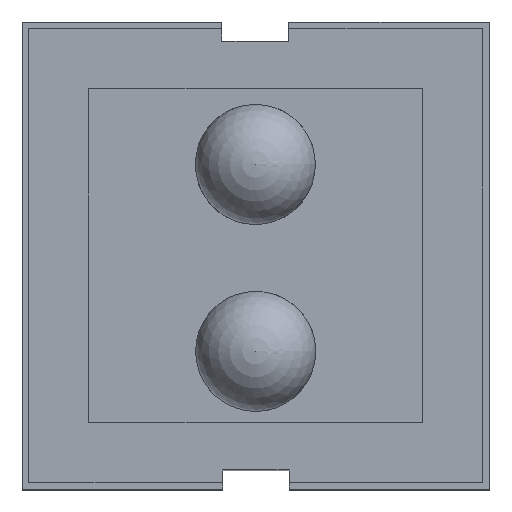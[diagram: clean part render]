
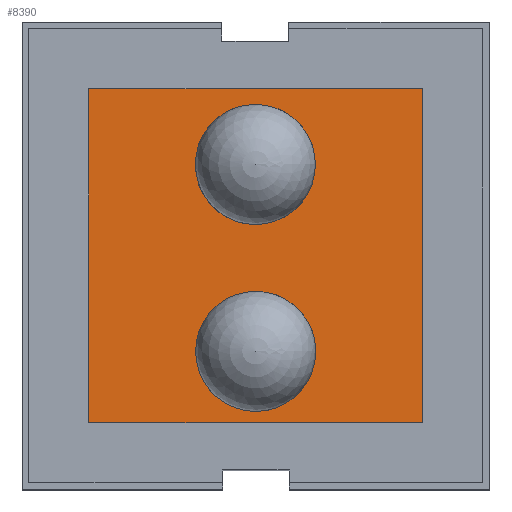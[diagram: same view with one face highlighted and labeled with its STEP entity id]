
A CAD part, top view. The second image highlights one B-rep face of the part: STEP entity #8390.
In plain terms, the highlighted planar face has unit normal (0, 0, 1).
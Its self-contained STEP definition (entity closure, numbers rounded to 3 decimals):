
#6665 = PLANE('',#6666);
#6666 = AXIS2_PLACEMENT_3D('',#6667,#6668,#6669);
#6667 = CARTESIAN_POINT('',(2.5,-2.5,5.2));
#6668 = DIRECTION('',(0.,-1.,0.));
#6669 = DIRECTION('',(-1.,0.,0.));
#6693 = PLANE('',#6694);
#6694 = AXIS2_PLACEMENT_3D('',#6695,#6696,#6697);
#6695 = CARTESIAN_POINT('',(-2.5,-2.5,5.2));
#6696 = DIRECTION('',(-1.,0.,0.));
#6697 = DIRECTION('',(0.,1.,0.));
#6721 = PLANE('',#6722);
#6722 = AXIS2_PLACEMENT_3D('',#6723,#6724,#6725);
#6723 = CARTESIAN_POINT('',(-2.5,2.5,5.2));
#6724 = DIRECTION('',(0.,1.,0.));
#6725 = DIRECTION('',(1.,0.,0.));
#6747 = PLANE('',#6748);
#6748 = AXIS2_PLACEMENT_3D('',#6749,#6750,#6751);
#6749 = CARTESIAN_POINT('',(2.5,2.5,5.2));
#6750 = DIRECTION('',(1.,0.,0.));
#6751 = DIRECTION('',(0.,-1.,0.));
#7330 = VERTEX_POINT('',#7331);
#7331 = CARTESIAN_POINT('',(2.5,-2.5,5.2));
#7354 = VERTEX_POINT('',#7355);
#7355 = CARTESIAN_POINT('',(-2.5,-2.5,5.2));
#7376 = EDGE_CURVE('',#7330,#7354,#7377,.T.);
#7377 = SURFACE_CURVE('',#7378,(#7382,#7389),.PCURVE_S1.);
#7378 = LINE('',#7379,#7380);
#7379 = CARTESIAN_POINT('',(2.5,-2.5,5.2));
#7380 = VECTOR('',#7381,1.);
#7381 = DIRECTION('',(-1.,0.,0.));
#7382 = PCURVE('',#6665,#7383);
#7383 = DEFINITIONAL_REPRESENTATION('',(#7384),#7388);
#7384 = LINE('',#7385,#7386);
#7385 = CARTESIAN_POINT('',(0.,0.));
#7386 = VECTOR('',#7387,1.);
#7387 = DIRECTION('',(1.,0.));
#7388 = ( GEOMETRIC_REPRESENTATION_CONTEXT(2) 
PARAMETRIC_REPRESENTATION_CONTEXT() REPRESENTATION_CONTEXT('2D SPACE',''
  ) );
#7389 = PCURVE('',#7390,#7395);
#7390 = PLANE('',#7391);
#7391 = AXIS2_PLACEMENT_3D('',#7392,#7393,#7394);
#7392 = CARTESIAN_POINT('',(-2.5,2.5,5.2));
#7393 = DIRECTION('',(0.,0.,1.));
#7394 = DIRECTION('',(1.,0.,0.));
#7395 = DEFINITIONAL_REPRESENTATION('',(#7396),#7400);
#7396 = LINE('',#7397,#7398);
#7397 = CARTESIAN_POINT('',(5.,-5.));
#7398 = VECTOR('',#7399,1.);
#7399 = DIRECTION('',(-1.,0.));
#7400 = ( GEOMETRIC_REPRESENTATION_CONTEXT(2) 
PARAMETRIC_REPRESENTATION_CONTEXT() REPRESENTATION_CONTEXT('2D SPACE',''
  ) );
#7406 = VERTEX_POINT('',#7407);
#7407 = CARTESIAN_POINT('',(2.5,2.5,5.2));
#7430 = EDGE_CURVE('',#7406,#7330,#7431,.T.);
#7431 = SURFACE_CURVE('',#7432,(#7436,#7443),.PCURVE_S1.);
#7432 = LINE('',#7433,#7434);
#7433 = CARTESIAN_POINT('',(2.5,2.5,5.2));
#7434 = VECTOR('',#7435,1.);
#7435 = DIRECTION('',(0.,-1.,0.));
#7436 = PCURVE('',#6747,#7437);
#7437 = DEFINITIONAL_REPRESENTATION('',(#7438),#7442);
#7438 = LINE('',#7439,#7440);
#7439 = CARTESIAN_POINT('',(0.,0.));
#7440 = VECTOR('',#7441,1.);
#7441 = DIRECTION('',(1.,0.));
#7442 = ( GEOMETRIC_REPRESENTATION_CONTEXT(2) 
PARAMETRIC_REPRESENTATION_CONTEXT() REPRESENTATION_CONTEXT('2D SPACE',''
  ) );
#7443 = PCURVE('',#7390,#7444);
#7444 = DEFINITIONAL_REPRESENTATION('',(#7445),#7449);
#7445 = LINE('',#7446,#7447);
#7446 = CARTESIAN_POINT('',(5.,0.));
#7447 = VECTOR('',#7448,1.);
#7448 = DIRECTION('',(0.,-1.));
#7449 = ( GEOMETRIC_REPRESENTATION_CONTEXT(2) 
PARAMETRIC_REPRESENTATION_CONTEXT() REPRESENTATION_CONTEXT('2D SPACE',''
  ) );
#7457 = VERTEX_POINT('',#7458);
#7458 = CARTESIAN_POINT('',(-2.5,2.5,5.2));
#7479 = EDGE_CURVE('',#7354,#7457,#7480,.T.);
#7480 = SURFACE_CURVE('',#7481,(#7485,#7492),.PCURVE_S1.);
#7481 = LINE('',#7482,#7483);
#7482 = CARTESIAN_POINT('',(-2.5,-2.5,5.2));
#7483 = VECTOR('',#7484,1.);
#7484 = DIRECTION('',(0.,1.,0.));
#7485 = PCURVE('',#6693,#7486);
#7486 = DEFINITIONAL_REPRESENTATION('',(#7487),#7491);
#7487 = LINE('',#7488,#7489);
#7488 = CARTESIAN_POINT('',(0.,0.));
#7489 = VECTOR('',#7490,1.);
#7490 = DIRECTION('',(1.,0.));
#7491 = ( GEOMETRIC_REPRESENTATION_CONTEXT(2) 
PARAMETRIC_REPRESENTATION_CONTEXT() REPRESENTATION_CONTEXT('2D SPACE',''
  ) );
#7492 = PCURVE('',#7390,#7493);
#7493 = DEFINITIONAL_REPRESENTATION('',(#7494),#7498);
#7494 = LINE('',#7495,#7496);
#7495 = CARTESIAN_POINT('',(0.,-5.));
#7496 = VECTOR('',#7497,1.);
#7497 = DIRECTION('',(0.,1.));
#7498 = ( GEOMETRIC_REPRESENTATION_CONTEXT(2) 
PARAMETRIC_REPRESENTATION_CONTEXT() REPRESENTATION_CONTEXT('2D SPACE',''
  ) );
#7506 = EDGE_CURVE('',#7457,#7406,#7507,.T.);
#7507 = SURFACE_CURVE('',#7508,(#7512,#7519),.PCURVE_S1.);
#7508 = LINE('',#7509,#7510);
#7509 = CARTESIAN_POINT('',(-2.5,2.5,5.2));
#7510 = VECTOR('',#7511,1.);
#7511 = DIRECTION('',(1.,0.,0.));
#7512 = PCURVE('',#6721,#7513);
#7513 = DEFINITIONAL_REPRESENTATION('',(#7514),#7518);
#7514 = LINE('',#7515,#7516);
#7515 = CARTESIAN_POINT('',(0.,0.));
#7516 = VECTOR('',#7517,1.);
#7517 = DIRECTION('',(1.,0.));
#7518 = ( GEOMETRIC_REPRESENTATION_CONTEXT(2) 
PARAMETRIC_REPRESENTATION_CONTEXT() REPRESENTATION_CONTEXT('2D SPACE',''
  ) );
#7519 = PCURVE('',#7390,#7520);
#7520 = DEFINITIONAL_REPRESENTATION('',(#7521),#7525);
#7521 = LINE('',#7522,#7523);
#7522 = CARTESIAN_POINT('',(0.,0.));
#7523 = VECTOR('',#7524,1.);
#7524 = DIRECTION('',(1.,0.));
#7525 = ( GEOMETRIC_REPRESENTATION_CONTEXT(2) 
PARAMETRIC_REPRESENTATION_CONTEXT() REPRESENTATION_CONTEXT('2D SPACE',''
  ) );
#8390 = ADVANCED_FACE('',(#8391,#8397,#8428),#7390,.T.);
#8391 = FACE_BOUND('',#8392,.T.);
#8392 = EDGE_LOOP('',(#8393,#8394,#8395,#8396));
#8393 = ORIENTED_EDGE('',*,*,#7506,.F.);
#8394 = ORIENTED_EDGE('',*,*,#7479,.F.);
#8395 = ORIENTED_EDGE('',*,*,#7376,.F.);
#8396 = ORIENTED_EDGE('',*,*,#7430,.F.);
#8397 = FACE_BOUND('',#8398,.T.);
#8398 = EDGE_LOOP('',(#8399));
#8399 = ORIENTED_EDGE('',*,*,#8400,.F.);
#8400 = EDGE_CURVE('',#8401,#8401,#8403,.T.);
#8401 = VERTEX_POINT('',#8402);
#8402 = CARTESIAN_POINT('',(0.895,1.367,5.2));
#8403 = SURFACE_CURVE('',#8404,(#8409,#8416),.PCURVE_S1.);
#8404 = CIRCLE('',#8405,0.9);
#8405 = AXIS2_PLACEMENT_3D('',#8406,#8407,#8408);
#8406 = CARTESIAN_POINT('',(-0.005,1.367,5.2));
#8407 = DIRECTION('',(0.,0.,1.));
#8408 = DIRECTION('',(1.,0.,0.));
#8409 = PCURVE('',#7390,#8410);
#8410 = DEFINITIONAL_REPRESENTATION('',(#8411),#8415);
#8411 = CIRCLE('',#8412,0.9);
#8412 = AXIS2_PLACEMENT_2D('',#8413,#8414);
#8413 = CARTESIAN_POINT('',(2.495,-1.133));
#8414 = DIRECTION('',(1.,0.));
#8415 = ( GEOMETRIC_REPRESENTATION_CONTEXT(2) 
PARAMETRIC_REPRESENTATION_CONTEXT() REPRESENTATION_CONTEXT('2D SPACE',''
  ) );
#8416 = PCURVE('',#8417,#8422);
#8417 = CYLINDRICAL_SURFACE('',#8418,0.9);
#8418 = AXIS2_PLACEMENT_3D('',#8419,#8420,#8421);
#8419 = CARTESIAN_POINT('',(-0.005,1.367,4.7));
#8420 = DIRECTION('',(0.,0.,-1.));
#8421 = DIRECTION('',(1.,0.,0.));
#8422 = DEFINITIONAL_REPRESENTATION('',(#8423),#8427);
#8423 = LINE('',#8424,#8425);
#8424 = CARTESIAN_POINT('',(0.,-0.5));
#8425 = VECTOR('',#8426,1.);
#8426 = DIRECTION('',(-1.,0.));
#8427 = ( GEOMETRIC_REPRESENTATION_CONTEXT(2) 
PARAMETRIC_REPRESENTATION_CONTEXT() REPRESENTATION_CONTEXT('2D SPACE',''
  ) );
#8428 = FACE_BOUND('',#8429,.T.);
#8429 = EDGE_LOOP('',(#8430));
#8430 = ORIENTED_EDGE('',*,*,#8431,.F.);
#8431 = EDGE_CURVE('',#8432,#8432,#8434,.T.);
#8432 = VERTEX_POINT('',#8433);
#8433 = CARTESIAN_POINT('',(0.9,-1.433,5.2));
#8434 = SURFACE_CURVE('',#8435,(#8440,#8447),.PCURVE_S1.);
#8435 = CIRCLE('',#8436,0.9);
#8436 = AXIS2_PLACEMENT_3D('',#8437,#8438,#8439);
#8437 = CARTESIAN_POINT('',(0.,-1.433,5.2));
#8438 = DIRECTION('',(0.,0.,1.));
#8439 = DIRECTION('',(1.,0.,0.));
#8440 = PCURVE('',#7390,#8441);
#8441 = DEFINITIONAL_REPRESENTATION('',(#8442),#8446);
#8442 = CIRCLE('',#8443,0.9);
#8443 = AXIS2_PLACEMENT_2D('',#8444,#8445);
#8444 = CARTESIAN_POINT('',(2.5,-3.933));
#8445 = DIRECTION('',(1.,0.));
#8446 = ( GEOMETRIC_REPRESENTATION_CONTEXT(2) 
PARAMETRIC_REPRESENTATION_CONTEXT() REPRESENTATION_CONTEXT('2D SPACE',''
  ) );
#8447 = PCURVE('',#8448,#8453);
#8448 = CYLINDRICAL_SURFACE('',#8449,0.9);
#8449 = AXIS2_PLACEMENT_3D('',#8450,#8451,#8452);
#8450 = CARTESIAN_POINT('',(0.,-1.433,4.7));
#8451 = DIRECTION('',(0.,0.,-1.));
#8452 = DIRECTION('',(1.,0.,0.));
#8453 = DEFINITIONAL_REPRESENTATION('',(#8454),#8458);
#8454 = LINE('',#8455,#8456);
#8455 = CARTESIAN_POINT('',(0.,-0.5));
#8456 = VECTOR('',#8457,1.);
#8457 = DIRECTION('',(-1.,0.));
#8458 = ( GEOMETRIC_REPRESENTATION_CONTEXT(2) 
PARAMETRIC_REPRESENTATION_CONTEXT() REPRESENTATION_CONTEXT('2D SPACE',''
  ) );
